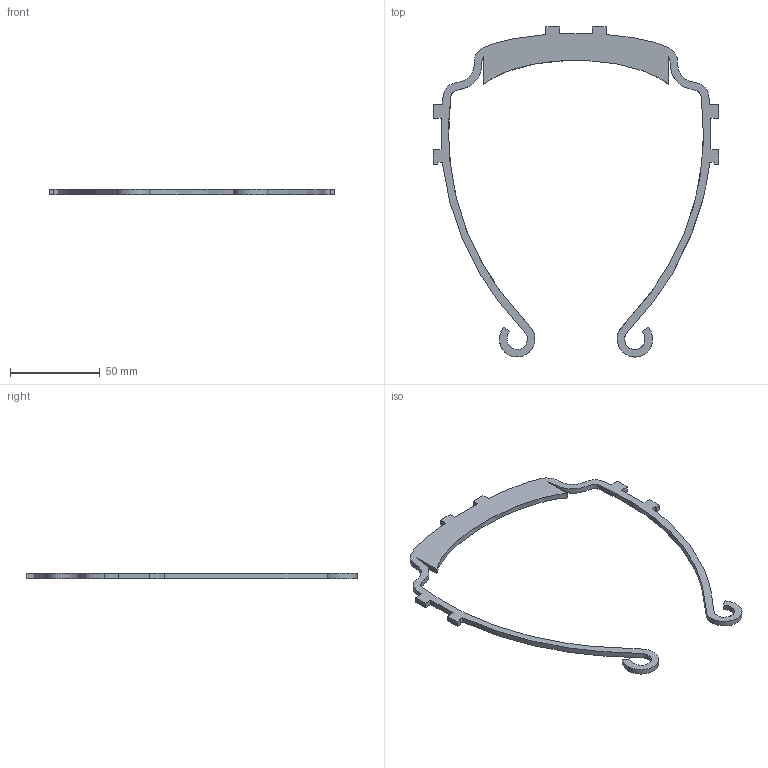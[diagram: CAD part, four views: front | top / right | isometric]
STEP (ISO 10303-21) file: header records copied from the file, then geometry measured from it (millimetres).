
FILE_DESCRIPTION(/* description */ (''),/* implementation_level */ '2;1');
FILE_NAME(/* name */ 'covid v2.step',/* time_stamp */ '2020-04-02T13:59:44+02:00',/* author */ (''),/* organization */ (''),/* preprocessor_version */ 'ST-DEVELOPER v18',/* originating_system */ 'Autodesk Translation Framework v8.12.0.6',/* authorisation */ '');
FILE_SCHEMA (('AUTOMOTIVE_DESIGN { 1 0 10303 214 3 1 1 }'));
Length unit declared in the file: millimetre
Products named in the file (1): covid
Bounding box: 158.94 x 183.54 x 3 mm (x, y, z)
Volume: 16287.1 mm3; surface area: 10854.5 mm2
Topology: 1 solids, 1 shells, 40 faces, 114 edges, 76 vertices
Faces by surface type: plane 28, bspline 12
Entity records: 1875 total; most frequent: CARTESIAN_POINT 891, ORIENTED_EDGE 228, DIRECTION 148, EDGE_CURVE 114, LINE 90, VECTOR 90, VERTEX_POINT 76, FACE_OUTER_BOUND 40
